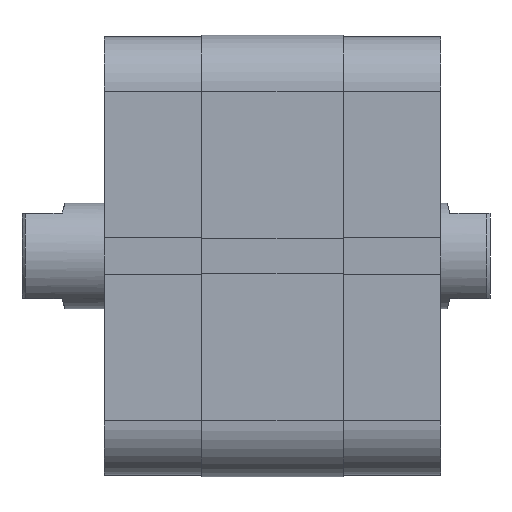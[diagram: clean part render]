
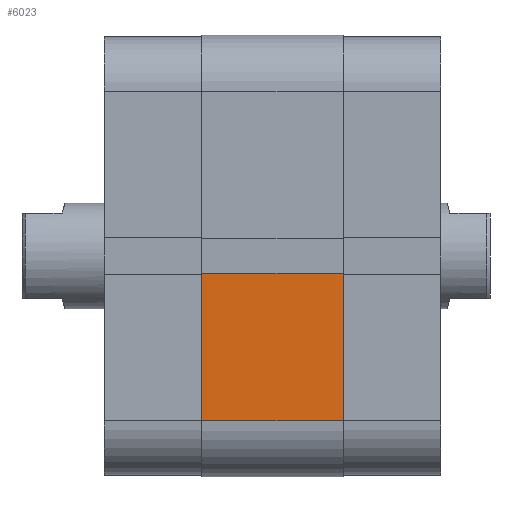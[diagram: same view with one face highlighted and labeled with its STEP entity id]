
A CAD part, front view. The second image highlights one B-rep face of the part: STEP entity #6023.
In plain terms, the highlighted planar face has unit normal (0, -1, 0).
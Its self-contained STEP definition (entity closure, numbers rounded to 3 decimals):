
#45 = VERTEX_POINT ( 'NONE', #2134 ) ;
#112 = VERTEX_POINT ( 'NONE', #2386 ) ;
#550 = ORIENTED_EDGE ( 'NONE', *, *, #7054, .F. ) ;
#563 = ORIENTED_EDGE ( 'NONE', *, *, #6952, .T. ) ;
#568 = ORIENTED_EDGE ( 'NONE', *, *, #6979, .F. ) ;
#609 = ORIENTED_EDGE ( 'NONE', *, *, #7001, .T. ) ;
#1171 = VERTEX_POINT ( 'NONE', #2462 ) ;
#1236 = VERTEX_POINT ( 'NONE', #2324 ) ;
#1327 = EDGE_LOOP ( 'NONE', ( #563, #568, #550, #609 ) ) ;
#2134 = CARTESIAN_POINT ( 'NONE',  ( -2.6, -33.5, 21.5 ) ) ;
#2324 = CARTESIAN_POINT ( 'NONE',  ( -2.6, -33.5, 0. ) ) ;
#2386 = CARTESIAN_POINT ( 'NONE',  ( -25., -33.5, 21.5 ) ) ;
#2462 = CARTESIAN_POINT ( 'NONE',  ( -25., -33.5, 0. ) ) ;
#2974 = AXIS2_PLACEMENT_3D ( 'NONE', #6383, #6389, #6390 ) ;
#3548 = FACE_OUTER_BOUND ( 'NONE', #1327, .T. ) ;
#4048 = LINE ( 'NONE', #4831, #4049 ) ;
#4049 = VECTOR ( 'NONE', #4832, 1000. ) ;
#4092 = LINE ( 'NONE', #4885, #4094 ) ;
#4094 = VECTOR ( 'NONE', #4895, 1000. ) ;
#4118 = LINE ( 'NONE', #4948, #4123 ) ;
#4123 = VECTOR ( 'NONE', #4951, 1000. ) ;
#4200 = LINE ( 'NONE', #5086, #4201 ) ;
#4201 = VECTOR ( 'NONE', #5087, 1000. ) ;
#4831 = CARTESIAN_POINT ( 'NONE',  ( 0., -33.5, 0. ) ) ;
#4832 = DIRECTION ( 'NONE',  ( 1., 0., 0. ) ) ;
#4885 = CARTESIAN_POINT ( 'NONE',  ( -2.6, -33.5, 21.5 ) ) ;
#4895 = DIRECTION ( 'NONE',  ( 0., 0., -1. ) ) ;
#4948 = CARTESIAN_POINT ( 'NONE',  ( -25., -33.5, 21.5 ) ) ;
#4951 = DIRECTION ( 'NONE',  ( 0., 0., -1. ) ) ;
#5086 = CARTESIAN_POINT ( 'NONE',  ( 0., -33.5, 21.5 ) ) ;
#5087 = DIRECTION ( 'NONE',  ( 1., 0., 0. ) ) ;
#6023 = ADVANCED_FACE ( 'NONE', ( #3548 ), #6380, .F. ) ;
#6380 = PLANE ( 'NONE',  #2974 ) ;
#6383 = CARTESIAN_POINT ( 'NONE',  ( 0., -33.5, 21.5 ) ) ;
#6389 = DIRECTION ( 'NONE',  ( 0., 1., 0. ) ) ;
#6390 = DIRECTION ( 'NONE',  ( 0., 0., 1. ) ) ;
#6952 = EDGE_CURVE ( 'NONE', #1171, #1236, #4048, .T. ) ;
#6979 = EDGE_CURVE ( 'NONE', #45, #1236, #4092, .T. ) ;
#7001 = EDGE_CURVE ( 'NONE', #112, #1171, #4118, .T. ) ;
#7054 = EDGE_CURVE ( 'NONE', #112, #45, #4200, .T. ) ;
